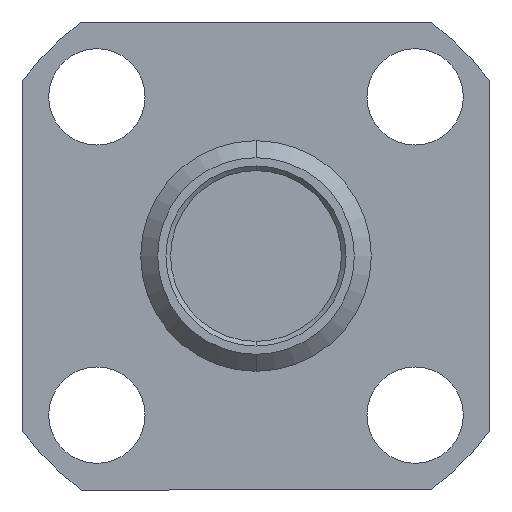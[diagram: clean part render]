
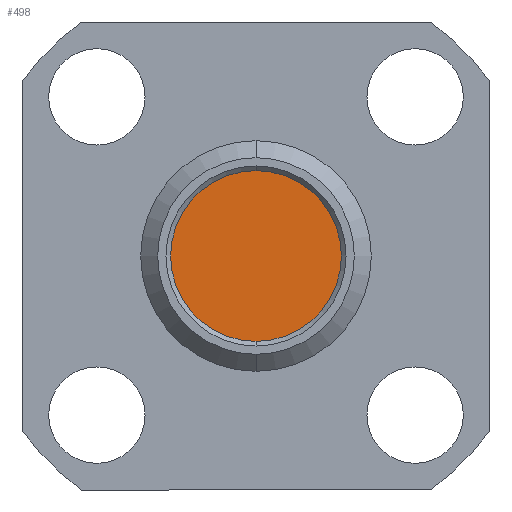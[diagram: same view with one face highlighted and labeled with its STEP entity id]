
A CAD part, left-side view. The second image highlights one B-rep face of the part: STEP entity #498.
In plain terms, the highlighted planar face has unit normal (-1, 0, 0).
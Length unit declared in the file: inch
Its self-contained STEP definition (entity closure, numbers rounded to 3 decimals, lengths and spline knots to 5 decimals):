
#173 = DIRECTION ( 'NONE',  ( -1., 0., 0. ) ) ;
#207 = CIRCLE ( 'NONE', #1686, 0.09122 ) ;
#332 = EDGE_LOOP ( 'NONE', ( #757, #1958 ) ) ;
#346 = CARTESIAN_POINT ( 'NONE',  ( 0.076, 0., -0.09122 ) ) ;
#404 = DIRECTION ( 'NONE',  ( -1., 0., 0. ) ) ;
#498 = ADVANCED_FACE ( 'NONE', ( #525 ), #1361, .F. ) ;
#525 = FACE_OUTER_BOUND ( 'NONE', #332, .T. ) ;
#757 = ORIENTED_EDGE ( 'NONE', *, *, #870, .T. ) ;
#870 = EDGE_CURVE ( 'NONE', #2036, #1617, #1345, .T. ) ;
#1092 = AXIS2_PLACEMENT_3D ( 'NONE', #1766, #404, #2002 ) ;
#1345 = CIRCLE ( 'NONE', #1092, 0.09122 ) ;
#1351 = EDGE_CURVE ( 'NONE', #1617, #2036, #207, .T. ) ;
#1361 = PLANE ( 'NONE',  #1765 ) ;
#1414 = CARTESIAN_POINT ( 'NONE',  ( 0.076, 0., 0.09122 ) ) ;
#1526 = CARTESIAN_POINT ( 'NONE',  ( 0.076, 0., 0. ) ) ;
#1617 = VERTEX_POINT ( 'NONE', #346 ) ;
#1686 = AXIS2_PLACEMENT_3D ( 'NONE', #1526, #173, #1763 ) ;
#1735 = DIRECTION ( 'NONE',  ( 1., 0., 0. ) ) ;
#1763 = DIRECTION ( 'NONE',  ( 0., 0., 1. ) ) ;
#1765 = AXIS2_PLACEMENT_3D ( 'NONE', #2176, #1735, #1949 ) ;
#1766 = CARTESIAN_POINT ( 'NONE',  ( 0.076, 0., 0. ) ) ;
#1949 = DIRECTION ( 'NONE',  ( 0., 0., -1. ) ) ;
#1958 = ORIENTED_EDGE ( 'NONE', *, *, #1351, .T. ) ;
#2002 = DIRECTION ( 'NONE',  ( 0., 0., 1. ) ) ;
#2036 = VERTEX_POINT ( 'NONE', #1414 ) ;
#2176 = CARTESIAN_POINT ( 'NONE',  ( 0.076, 0.07987, 0. ) ) ;
